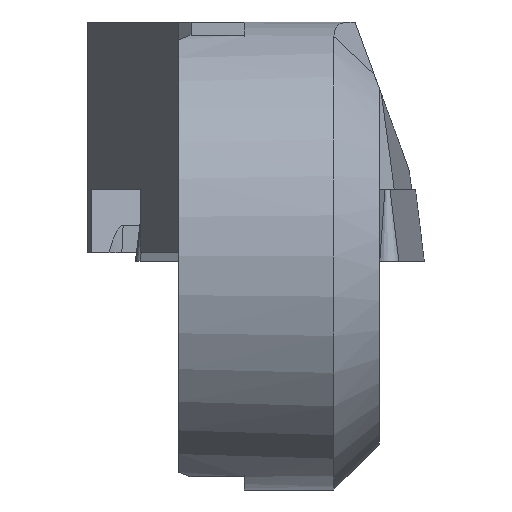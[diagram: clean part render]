
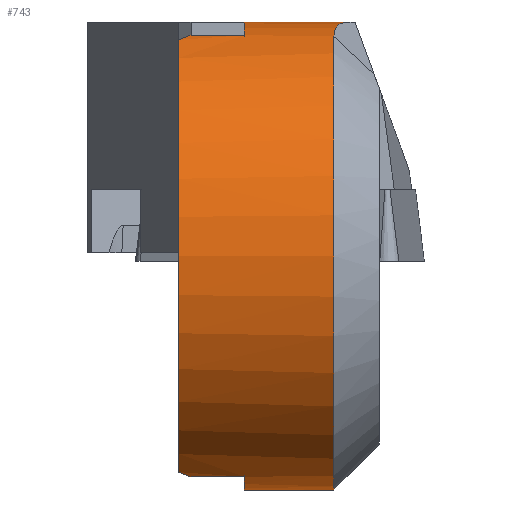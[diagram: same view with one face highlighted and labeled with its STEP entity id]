
A CAD part, left-side view. The second image highlights one B-rep face of the part: STEP entity #743.
In plain terms, the highlighted cylindrical face has radius 7.7 mm (diameter 15.4 mm), a partial arc.
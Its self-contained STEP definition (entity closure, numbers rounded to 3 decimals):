
#619=EDGE_CURVE('NONE',#1535,#1445,#1651,.T.);
#689=EDGE_CURVE('NONE',#1227,#1433,#1725,.T.);
#695=VERTEX_POINT('NONE',#1732);
#743=ADVANCED_FACE('NONE',(#1784),#1785,.T.);
#813=VERTEX_POINT('NONE',#1868);
#815=EDGE_CURVE('NONE',#813,#1535,#1870,.T.);
#975=VERTEX_POINT('NONE',#2051);
#991=EDGE_CURVE('NONE',#975,#813,#2067,.T.);
#1027=VERTEX_POINT('NONE',#2106);
#1053=EDGE_CURVE('NONE',#1491,#1027,#2135,.T.);
#1095=VERTEX_POINT('',#2181);
#1227=VERTEX_POINT('NONE',#2331);
#1269=EDGE_CURVE('',#1095,#1491,#2378,.T.);
#1327=EDGE_CURVE('NONE',#1523,#975,#2441,.T.);
#1433=VERTEX_POINT('NONE',#2558);
#1445=VERTEX_POINT('NONE',#2571);
#1449=EDGE_CURVE('NONE',#1433,#1523,#2575,.T.);
#1461=EDGE_CURVE('NONE',#1027,#695,#2588,.T.);
#1467=EDGE_CURVE('NONE',#695,#1227,#2594,.T.);
#1491=VERTEX_POINT('',#2621);
#1523=VERTEX_POINT('NONE',#2656);
#1535=VERTEX_POINT('NONE',#2668);
#1547=EDGE_CURVE('NONE',#1445,#1095,#2681,.T.);
#1651=LINE('',#2823,#2824);
#1725=CIRCLE('',#2950,7.7);
#1732=CARTESIAN_POINT('',(0.,-5.564,7.7));
#1784=FACE_OUTER_BOUND('',#3032,.T.);
#1785=CYLINDRICAL_SURFACE('',#3033,7.7);
#1868=CARTESIAN_POINT('',(-2.95,0.,-7.112));
#1870=(B_SPLINE_CURVE(3,(#3138,#3139,#3140,#3141),.UNSPECIFIED.,.F.,.F.)B_SPLINE_CURVE_WITH_KNOTS((4,4),(1.178,1.233),.UNSPECIFIED.)RATIONAL_B_SPLINE_CURVE((1.0,1.,1.,1.0))BOUNDED_CURVE()REPRESENTATION_ITEM('')GEOMETRIC_REPRESENTATION_ITEM()CURVE());
#2051=CARTESIAN_POINT('',(-2.95,0.,7.112));
#2067=CIRCLE('',#3393,7.7);
#2106=CARTESIAN_POINT('',(-2.634,-5.1,7.236));
#2135=CIRCLE('',#3496,7.7);
#2181=CARTESIAN_POINT('',(0.,-2.15,-7.7));
#2331=CARTESIAN_POINT('',(0.,-2.15,7.7));
#2378=LINE('',#3844,#3845);
#2441=(B_SPLINE_CURVE(3,(#3930,#3931,#3932,#3933),.UNSPECIFIED.,.F.,.F.)B_SPLINE_CURVE_WITH_KNOTS((4,4),(5.05,5.106),.UNSPECIFIED.)RATIONAL_B_SPLINE_CURVE((1.0,1.,1.,1.0))BOUNDED_CURVE()REPRESENTATION_ITEM('')GEOMETRIC_REPRESENTATION_ITEM()CURVE());
#2558=CARTESIAN_POINT('',(-2.55,-2.15,7.266));
#2571=CARTESIAN_POINT('',(-2.55,-2.15,-7.266));
#2575=LINE('',#4136,#4137);
#2588=(B_SPLINE_CURVE(3,(#4154,#4155,#4156,#4157),.UNSPECIFIED.,.F.,.F.)B_SPLINE_CURVE_WITH_KNOTS((4,4),(0.0,0.349),.UNSPECIFIED.)RATIONAL_B_SPLINE_CURVE((1.0,0.99,0.99,1.0))BOUNDED_CURVE()REPRESENTATION_ITEM('')GEOMETRIC_REPRESENTATION_ITEM()CURVE());
#2594=LINE('',#4172,#4173);
#2621=CARTESIAN_POINT('',(0.,-5.1,-7.7));
#2656=CARTESIAN_POINT('',(-2.55,-0.4,7.266));
#2668=CARTESIAN_POINT('',(-2.55,-0.4,-7.266));
#2681=CIRCLE('',#4287,7.7);
#2823=CARTESIAN_POINT('',(-2.55,-6.6,-7.266));
#2824=VECTOR('',#4356,1000.0);
#2950=AXIS2_PLACEMENT_3D('',#4420,#4421,#4422);
#3032=EDGE_LOOP('',(#4506,#4507,#4508,#4509,#4510,#4511,#4512,#4513,#4514,#4515,#4516));
#3033=AXIS2_PLACEMENT_3D('',#4517,#4518,#4519);
#3138=CARTESIAN_POINT('',(-2.95,0.,-7.112));
#3139=CARTESIAN_POINT('',(-2.818,-0.132,-7.167));
#3140=CARTESIAN_POINT('',(-2.685,-0.265,-7.218));
#3141=CARTESIAN_POINT('',(-2.55,-0.4,-7.266));
#3393=AXIS2_PLACEMENT_3D('',#4894,#4895,#4896);
#3496=AXIS2_PLACEMENT_3D('',#4978,#4979,#4980);
#3844=CARTESIAN_POINT('',(0.,-2.782,-7.7));
#3845=VECTOR('',#5283,1.0);
#3930=CARTESIAN_POINT('',(-2.55,-0.4,7.266));
#3931=CARTESIAN_POINT('',(-2.685,-0.265,7.218));
#3932=CARTESIAN_POINT('',(-2.818,-0.132,7.167));
#3933=CARTESIAN_POINT('',(-2.95,0.,7.112));
#4136=CARTESIAN_POINT('',(-2.55,-6.6,7.266));
#4137=VECTOR('',#5513,1000.0);
#4154=CARTESIAN_POINT('',(-2.634,-5.1,7.236));
#4155=CARTESIAN_POINT('',(-1.787,-5.1,7.544));
#4156=CARTESIAN_POINT('',(-0.901,-5.256,7.7));
#4157=CARTESIAN_POINT('',(0.,-5.564,7.7));
#4172=CARTESIAN_POINT('',(0.,-20.0,7.7));
#4173=VECTOR('',#5524,1000.0);
#4287=AXIS2_PLACEMENT_3D('',#5614,#5615,#5616);
#4356=DIRECTION('',(0.0,-1.0,0.0));
#4420=CARTESIAN_POINT('',(0.0,-2.15,0.0));
#4421=DIRECTION('',(0.0,-1.0,0.0));
#4422=DIRECTION('',(0.0,0.0,-1.0));
#4506=ORIENTED_EDGE('',*,*,#1269,.T.);
#4507=ORIENTED_EDGE('',*,*,#1053,.T.);
#4508=ORIENTED_EDGE('',*,*,#1461,.T.);
#4509=ORIENTED_EDGE('',*,*,#1467,.T.);
#4510=ORIENTED_EDGE('',*,*,#689,.T.);
#4511=ORIENTED_EDGE('',*,*,#1449,.T.);
#4512=ORIENTED_EDGE('',*,*,#1327,.T.);
#4513=ORIENTED_EDGE('',*,*,#991,.T.);
#4514=ORIENTED_EDGE('',*,*,#815,.T.);
#4515=ORIENTED_EDGE('',*,*,#619,.T.);
#4516=ORIENTED_EDGE('',*,*,#1547,.T.);
#4517=CARTESIAN_POINT('',(0.0,-6.6,0.0));
#4518=DIRECTION('',(-0.0,1.0,-0.0));
#4519=DIRECTION('',(0.0,0.0,1.0));
#4894=CARTESIAN_POINT('',(0.0,0.0,0.0));
#4895=DIRECTION('',(0.0,-1.0,0.0));
#4896=DIRECTION('',(0.0,0.0,-1.0));
#4978=CARTESIAN_POINT('',(0.0,-5.1,0.0));
#4979=DIRECTION('',(0.0,1.0,0.0));
#4980=DIRECTION('',(0.,0.0,-1.0));
#5283=DIRECTION('',(0.0,-1.0,0.0));
#5513=DIRECTION('',(-0.0,1.0,0.0));
#5524=DIRECTION('',(-0.0,1.0,0.0));
#5614=CARTESIAN_POINT('',(0.0,-2.15,0.0));
#5615=DIRECTION('',(0.0,-1.0,0.0));
#5616=DIRECTION('',(0.0,0.0,-1.0));
